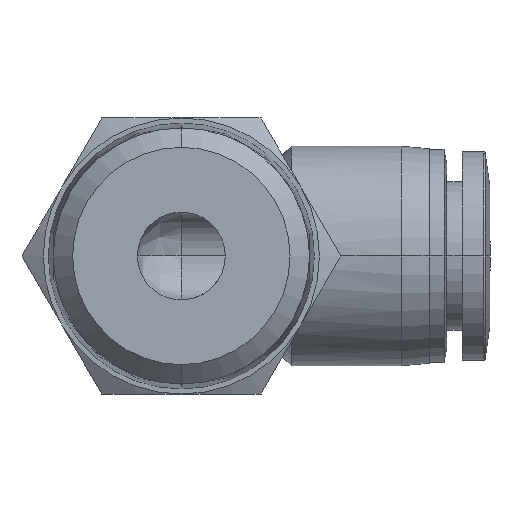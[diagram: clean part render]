
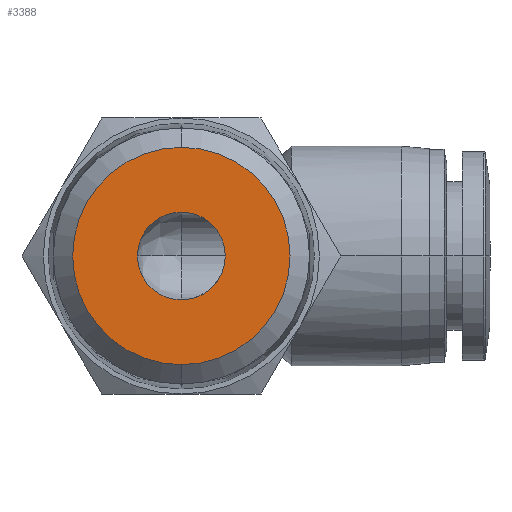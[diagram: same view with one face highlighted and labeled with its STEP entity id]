
A CAD part, front view. The second image highlights one B-rep face of the part: STEP entity #3388.
In plain terms, the highlighted planar face has unit normal (0, -1, 0).
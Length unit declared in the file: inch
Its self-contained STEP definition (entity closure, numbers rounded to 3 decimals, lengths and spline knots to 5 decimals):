
#69 = CARTESIAN_POINT ( 'NONE',  ( 0., -1.50394, 0.1378 ) ) ;
#96 = FACE_OUTER_BOUND ( 'NONE', #2801, .T. ) ;
#249 = CARTESIAN_POINT ( 'NONE',  ( 0., -1.50394, 0.34104 ) ) ;
#467 = CIRCLE ( 'NONE', #511, 0.34104 ) ;
#510 = CIRCLE ( 'NONE', #2528, 0.1378 ) ;
#511 = AXIS2_PLACEMENT_3D ( 'NONE', #2822, #2812, #2770 ) ;
#606 = AXIS2_PLACEMENT_3D ( 'NONE', #2956, #1381, #3215 ) ;
#1013 = VERTEX_POINT ( 'NONE', #1245 ) ;
#1016 = ORIENTED_EDGE ( 'NONE', *, *, #1114, .T. ) ;
#1108 = VERTEX_POINT ( 'NONE', #249 ) ;
#1114 = EDGE_CURVE ( 'NONE', #1143, #1479, #1363, .T. ) ;
#1143 = VERTEX_POINT ( 'NONE', #69 ) ;
#1188 = EDGE_CURVE ( 'NONE', #1108, #1013, #1405, .T. ) ;
#1245 = CARTESIAN_POINT ( 'NONE',  ( 0., -1.50394, -0.34104 ) ) ;
#1332 = CARTESIAN_POINT ( 'NONE',  ( 0., -1.50394, 0. ) ) ;
#1335 = DIRECTION ( 'NONE',  ( 0., 1., 0. ) ) ;
#1336 = DIRECTION ( 'NONE',  ( 0., -1., 0. ) ) ;
#1346 = DIRECTION ( 'NONE',  ( 0., 0., 1. ) ) ;
#1363 = CIRCLE ( 'NONE', #2879, 0.1378 ) ;
#1381 = DIRECTION ( 'NONE',  ( 0., -1., 0. ) ) ;
#1405 = CIRCLE ( 'NONE', #3389, 0.34104 ) ;
#1479 = VERTEX_POINT ( 'NONE', #2745 ) ;
#1538 = EDGE_CURVE ( 'NONE', #1013, #1108, #467, .T. ) ;
#1553 = FACE_BOUND ( 'NONE', #2235, .T. ) ;
#1631 = DIRECTION ( 'NONE',  ( 0., 0., 1. ) ) ;
#1825 = ORIENTED_EDGE ( 'NONE', *, *, #2906, .T. ) ;
#1876 = ORIENTED_EDGE ( 'NONE', *, *, #1188, .T. ) ;
#2151 = CARTESIAN_POINT ( 'NONE',  ( 0., -1.50394, 0. ) ) ;
#2235 = EDGE_LOOP ( 'NONE', ( #1016, #1825 ) ) ;
#2281 = DIRECTION ( 'NONE',  ( 0., 1., 0. ) ) ;
#2428 = PLANE ( 'NONE',  #606 ) ;
#2528 = AXIS2_PLACEMENT_3D ( 'NONE', #2923, #1335, #3178 ) ;
#2745 = CARTESIAN_POINT ( 'NONE',  ( 0., -1.50394, -0.1378 ) ) ;
#2770 = DIRECTION ( 'NONE',  ( 0., 0., 1. ) ) ;
#2801 = EDGE_LOOP ( 'NONE', ( #1876, #3151 ) ) ;
#2812 = DIRECTION ( 'NONE',  ( 0., -1., 0. ) ) ;
#2822 = CARTESIAN_POINT ( 'NONE',  ( 0., -1.50394, 0. ) ) ;
#2879 = AXIS2_PLACEMENT_3D ( 'NONE', #2151, #2281, #1631 ) ;
#2906 = EDGE_CURVE ( 'NONE', #1479, #1143, #510, .T. ) ;
#2923 = CARTESIAN_POINT ( 'NONE',  ( 0., -1.50394, 0. ) ) ;
#2956 = CARTESIAN_POINT ( 'NONE',  ( 0.17052, -1.50394, 0. ) ) ;
#3151 = ORIENTED_EDGE ( 'NONE', *, *, #1538, .T. ) ;
#3178 = DIRECTION ( 'NONE',  ( 0., 0., 1. ) ) ;
#3215 = DIRECTION ( 'NONE',  ( 0., 0., -1. ) ) ;
#3388 = ADVANCED_FACE ( 'NONE', ( #1553, #96 ), #2428, .T. ) ;
#3389 = AXIS2_PLACEMENT_3D ( 'NONE', #1332, #1336, #1346 ) ;
